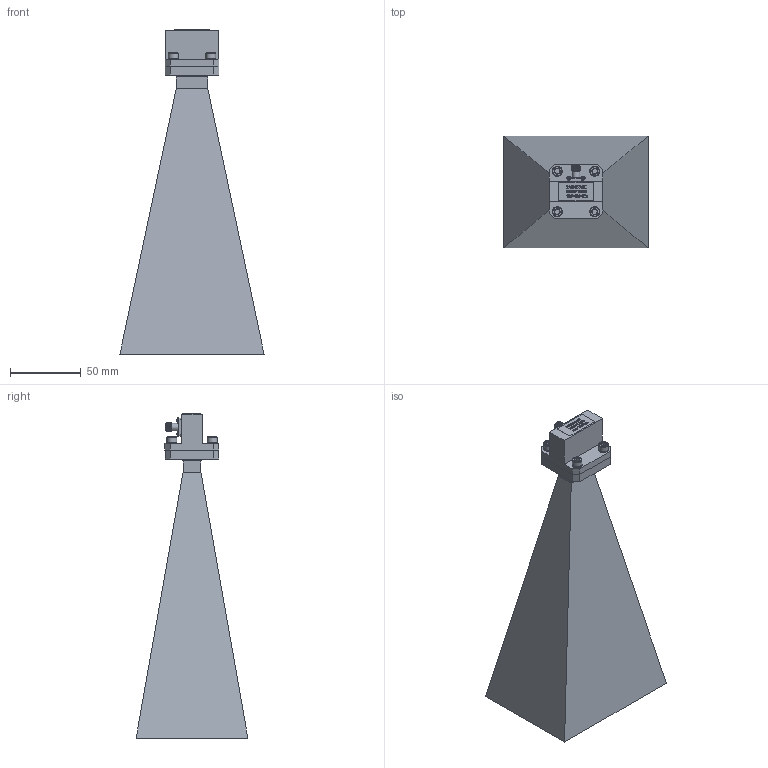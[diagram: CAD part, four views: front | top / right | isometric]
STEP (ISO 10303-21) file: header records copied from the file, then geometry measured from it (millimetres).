
FILE_DESCRIPTION (( 'STEP AP203' ), '1' );
FILE_NAME ('PE9855-SF-20.step', '2020-02-05T18:38:09', ( '' ), ( '' ), 'SwSTEP 2.0', 'SolidWorks 2018', '' );
FILE_SCHEMA (( 'CONFIG_CONTROL_DESIGN' ));
Length unit declared in the file: inch
Products named in the file (4): PE9819; Copy of Hex Screw^PE9855-SF-20; PE9855-SF-20; PE9855-20
Assembly tree (6 placements, depth 2):
  PE9855-SF-20
    PE9855-20
    PE9819
    Copy of Hex Screw^PE9855-SF-20  x4
Bounding box: 101.7 x 78.84 x 228.65 mm (x, y, z)
Volume: 87028 mm3; surface area: 94904.9 mm2
Topology: 11 solids, 11 shells, 458 faces, 1367 edges, 1003 vertices
Faces by surface type: plane 234, cylinder 115, cone 69, bspline 35, torus 5
Full cylindrical faces by diameter (mm): 1.016 x1, 1.27 x2, 1.524 x4, 3.616 x4, 3.683 x4, 3.708 x4, 4.597 x1, 5.359 x2, 6.972 x4, 7.125 x4
Entity records: 20846 total; most frequent: CARTESIAN_POINT 10735, ORIENTED_EDGE 2248, DIRECTION 1559, EDGE_CURVE 1124, VERTEX_POINT 876, LINE 527, VECTOR 527, AXIS2_PLACEMENT_3D 516
